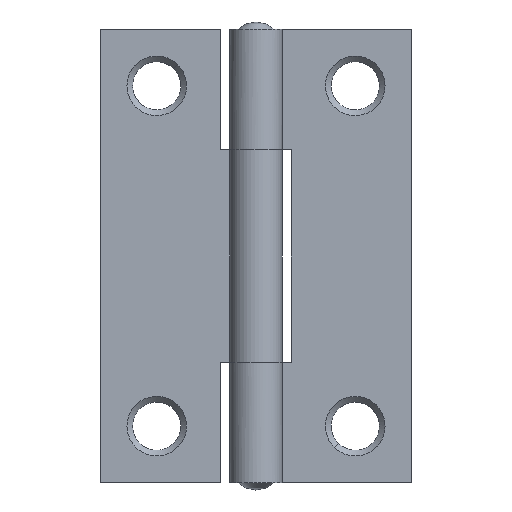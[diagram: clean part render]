
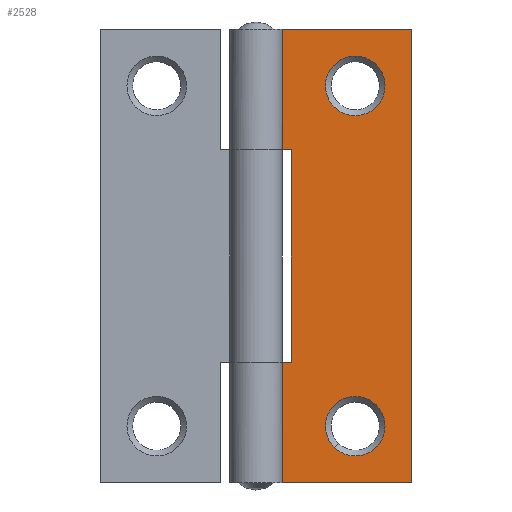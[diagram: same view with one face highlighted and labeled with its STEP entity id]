
A CAD part, front view. The second image highlights one B-rep face of the part: STEP entity #2528.
In plain terms, the highlighted free-form (B-spline) face has degree [1, 1] with [2, 2] control points.
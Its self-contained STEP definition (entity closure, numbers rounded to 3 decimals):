
#1571=CARTESIAN_POINT('',(8.472,1.05,29.498));
#1572=VERTEX_POINT('',#1571);
#1578=CARTESIAN_POINT('',(4.9,1.05,28.));
#1579=VERTEX_POINT('',#1578);
#1580=CARTESIAN_POINT('',(8.472,1.05,29.498));
#1581=CARTESIAN_POINT('',(7.859,1.05,30.1));
#1582=CARTESIAN_POINT('',(7.,1.05,30.1));
#1583=CARTESIAN_POINT('',(4.9,1.05,30.1));
#1584=CARTESIAN_POINT('',(4.9,1.05,28.));
#1592=(BOUNDED_CURVE()B_SPLINE_CURVE(2,(#1580,#1581,#1582,#1583,#1584),.UNSPECIFIED.,.F.,.U.)B_SPLINE_CURVE_WITH_KNOTS((3,2,3),(0.126,0.25,0.5),.UNSPECIFIED.)CURVE()GEOMETRIC_REPRESENTATION_ITEM()RATIONAL_B_SPLINE_CURVE((0.854,0.855,1.0,0.707,1.0))REPRESENTATION_ITEM(''));
#1593=EDGE_CURVE('',#1572,#1579,#1592,.T.);
#1595=CARTESIAN_POINT('',(5.528,1.05,26.502));
#1596=VERTEX_POINT('',#1595);
#1597=CARTESIAN_POINT('',(4.9,1.05,28.));
#1598=CARTESIAN_POINT('',(4.9,1.05,27.119));
#1599=CARTESIAN_POINT('',(5.528,1.05,26.502));
#1607=(BOUNDED_CURVE()B_SPLINE_CURVE(2,(#1597,#1598,#1599),.UNSPECIFIED.,.F.,.U.)B_SPLINE_CURVE_WITH_KNOTS((3,3),(0.5,0.626),.UNSPECIFIED.)CURVE()GEOMETRIC_REPRESENTATION_ITEM()RATIONAL_B_SPLINE_CURVE((1.0,0.852,0.854))REPRESENTATION_ITEM(''));
#1608=EDGE_CURVE('',#1579,#1596,#1607,.T.);
#1714=CARTESIAN_POINT('',(9.1,1.05,28.));
#1715=VERTEX_POINT('',#1714);
#1716=CARTESIAN_POINT('',(5.528,1.05,26.502));
#1717=CARTESIAN_POINT('',(6.141,1.05,25.9));
#1718=CARTESIAN_POINT('',(7.,1.05,25.9));
#1719=CARTESIAN_POINT('',(9.1,1.05,25.9));
#1720=CARTESIAN_POINT('',(9.1,1.05,28.));
#1728=(BOUNDED_CURVE()B_SPLINE_CURVE(2,(#1716,#1717,#1718,#1719,#1720),.UNSPECIFIED.,.F.,.U.)B_SPLINE_CURVE_WITH_KNOTS((3,2,3),(0.626,0.75,1.0),.UNSPECIFIED.)CURVE()GEOMETRIC_REPRESENTATION_ITEM()RATIONAL_B_SPLINE_CURVE((0.854,0.855,1.0,0.707,1.0))REPRESENTATION_ITEM(''));
#1729=EDGE_CURVE('',#1596,#1715,#1728,.T.);
#1731=CARTESIAN_POINT('',(9.1,1.05,28.));
#1732=CARTESIAN_POINT('',(9.1,1.05,28.881));
#1733=CARTESIAN_POINT('',(8.472,1.05,29.498));
#1741=(BOUNDED_CURVE()B_SPLINE_CURVE(2,(#1731,#1732,#1733),.UNSPECIFIED.,.F.,.U.)B_SPLINE_CURVE_WITH_KNOTS((3,3),(0.0,0.126),.UNSPECIFIED.)CURVE()GEOMETRIC_REPRESENTATION_ITEM()RATIONAL_B_SPLINE_CURVE((1.0,0.852,0.854))REPRESENTATION_ITEM(''));
#1742=EDGE_CURVE('',#1715,#1572,#1741,.T.);
#1907=CARTESIAN_POINT('',(8.472,1.05,5.498));
#1908=VERTEX_POINT('',#1907);
#1914=CARTESIAN_POINT('',(4.9,1.05,4.0));
#1915=VERTEX_POINT('',#1914);
#1916=CARTESIAN_POINT('',(8.472,1.05,5.498));
#1917=CARTESIAN_POINT('',(7.859,1.05,6.1));
#1918=CARTESIAN_POINT('',(7.,1.05,6.1));
#1919=CARTESIAN_POINT('',(4.9,1.05,6.1));
#1920=CARTESIAN_POINT('',(4.9,1.05,4.0));
#1928=(BOUNDED_CURVE()B_SPLINE_CURVE(2,(#1916,#1917,#1918,#1919,#1920),.UNSPECIFIED.,.F.,.U.)B_SPLINE_CURVE_WITH_KNOTS((3,2,3),(0.126,0.25,0.5),.UNSPECIFIED.)CURVE()GEOMETRIC_REPRESENTATION_ITEM()RATIONAL_B_SPLINE_CURVE((0.854,0.855,1.0,0.707,1.0))REPRESENTATION_ITEM(''));
#1929=EDGE_CURVE('',#1908,#1915,#1928,.T.);
#1931=CARTESIAN_POINT('',(5.528,1.05,2.502));
#1932=VERTEX_POINT('',#1931);
#1933=CARTESIAN_POINT('',(4.9,1.05,4.0));
#1934=CARTESIAN_POINT('',(4.9,1.05,3.119));
#1935=CARTESIAN_POINT('',(5.528,1.05,2.502));
#1943=(BOUNDED_CURVE()B_SPLINE_CURVE(2,(#1933,#1934,#1935),.UNSPECIFIED.,.F.,.U.)B_SPLINE_CURVE_WITH_KNOTS((3,3),(0.5,0.626),.UNSPECIFIED.)CURVE()GEOMETRIC_REPRESENTATION_ITEM()RATIONAL_B_SPLINE_CURVE((1.0,0.852,0.854))REPRESENTATION_ITEM(''));
#1944=EDGE_CURVE('',#1915,#1932,#1943,.T.);
#2050=CARTESIAN_POINT('',(9.1,1.05,4.0));
#2051=VERTEX_POINT('',#2050);
#2052=CARTESIAN_POINT('',(5.528,1.05,2.502));
#2053=CARTESIAN_POINT('',(6.141,1.05,1.9));
#2054=CARTESIAN_POINT('',(7.,1.05,1.9));
#2055=CARTESIAN_POINT('',(9.1,1.05,1.9));
#2056=CARTESIAN_POINT('',(9.1,1.05,4.0));
#2064=(BOUNDED_CURVE()B_SPLINE_CURVE(2,(#2052,#2053,#2054,#2055,#2056),.UNSPECIFIED.,.F.,.U.)B_SPLINE_CURVE_WITH_KNOTS((3,2,3),(0.626,0.75,1.0),.UNSPECIFIED.)CURVE()GEOMETRIC_REPRESENTATION_ITEM()RATIONAL_B_SPLINE_CURVE((0.854,0.855,1.0,0.707,1.0))REPRESENTATION_ITEM(''));
#2065=EDGE_CURVE('',#1932,#2051,#2064,.T.);
#2067=CARTESIAN_POINT('',(9.1,1.05,4.0));
#2068=CARTESIAN_POINT('',(9.1,1.05,4.881));
#2069=CARTESIAN_POINT('',(8.472,1.05,5.498));
#2077=(BOUNDED_CURVE()B_SPLINE_CURVE(2,(#2067,#2068,#2069),.UNSPECIFIED.,.F.,.U.)B_SPLINE_CURVE_WITH_KNOTS((3,3),(0.0,0.126),.UNSPECIFIED.)CURVE()GEOMETRIC_REPRESENTATION_ITEM()RATIONAL_B_SPLINE_CURVE((1.0,0.852,0.854))REPRESENTATION_ITEM(''));
#2078=EDGE_CURVE('',#2051,#1908,#2077,.T.);
#2302=CARTESIAN_POINT('',(0.004,1.05,23.5));
#2303=VERTEX_POINT('',#2302);
#2334=CARTESIAN_POINT('',(0.004,1.05,32.));
#2335=VERTEX_POINT('',#2334);
#2336=CARTESIAN_POINT('',(0.004,1.05,32.));
#2337=CARTESIAN_POINT('',(0.004,1.05,23.5));
#2338=QUASI_UNIFORM_CURVE('',1,(#2336,#2337),.UNSPECIFIED.,.F.,.U.);
#2339=EDGE_CURVE('',#2335,#2303,#2338,.T.);
#2397=CARTESIAN_POINT('',(0.004,1.05,8.5));
#2398=VERTEX_POINT('',#2397);
#2430=CARTESIAN_POINT('',(0.004,1.05,0.0));
#2431=VERTEX_POINT('',#2430);
#2461=CARTESIAN_POINT('',(0.004,1.05,8.5));
#2462=CARTESIAN_POINT('',(0.004,1.05,0.0));
#2463=QUASI_UNIFORM_CURVE('',1,(#2461,#2462),.UNSPECIFIED.,.F.,.U.);
#2464=EDGE_CURVE('',#2398,#2431,#2463,.T.);
#2469=CARTESIAN_POINT('',(-0.545,1.05,-1.598));
#2470=CARTESIAN_POINT('',(11.549,1.05,-1.598));
#2471=CARTESIAN_POINT('',(-0.545,1.05,33.598));
#2472=CARTESIAN_POINT('',(11.549,1.05,33.598));
#2473=B_SPLINE_SURFACE_WITH_KNOTS('',1,1,((#2469,#2471),(#2470,#2472)),.UNSPECIFIED.,.F.,.F.,.U.,(2,2),(2,2),(0.0,12.094),(0.0,35.197),.UNSPECIFIED.);
#2474=CARTESIAN_POINT('',(2.5,1.05,23.5));
#2475=VERTEX_POINT('',#2474);
#2476=CARTESIAN_POINT('',(2.5,1.05,8.5));
#2477=VERTEX_POINT('',#2476);
#2478=CARTESIAN_POINT('',(2.5,1.05,23.5));
#2479=CARTESIAN_POINT('',(2.5,1.05,8.5));
#2480=QUASI_UNIFORM_CURVE('',1,(#2478,#2479),.UNSPECIFIED.,.F.,.U.);
#2481=EDGE_CURVE('',#2475,#2477,#2480,.T.);
#2482=ORIENTED_EDGE('',*,*,#2481,.T.);
#2483=CARTESIAN_POINT('',(2.5,1.05,8.5));
#2484=CARTESIAN_POINT('',(0.004,1.05,8.5));
#2485=QUASI_UNIFORM_CURVE('',1,(#2483,#2484),.UNSPECIFIED.,.F.,.U.);
#2486=EDGE_CURVE('',#2477,#2398,#2485,.T.);
#2487=ORIENTED_EDGE('',*,*,#2486,.T.);
#2488=ORIENTED_EDGE('',*,*,#2464,.T.);
#2489=CARTESIAN_POINT('',(11.,1.05,0.0));
#2490=VERTEX_POINT('',#2489);
#2491=CARTESIAN_POINT('',(11.,1.05,0.0));
#2492=CARTESIAN_POINT('',(0.004,1.05,0.0));
#2493=QUASI_UNIFORM_CURVE('',1,(#2491,#2492),.UNSPECIFIED.,.F.,.U.);
#2494=EDGE_CURVE('',#2490,#2431,#2493,.T.);
#2495=ORIENTED_EDGE('',*,*,#2494,.F.);
#2496=CARTESIAN_POINT('',(11.,1.05,32.));
#2497=VERTEX_POINT('',#2496);
#2498=CARTESIAN_POINT('',(11.,1.05,32.));
#2499=CARTESIAN_POINT('',(11.,1.05,0.0));
#2500=QUASI_UNIFORM_CURVE('',1,(#2498,#2499),.UNSPECIFIED.,.F.,.U.);
#2501=EDGE_CURVE('',#2497,#2490,#2500,.T.);
#2502=ORIENTED_EDGE('',*,*,#2501,.F.);
#2503=CARTESIAN_POINT('',(11.,1.05,32.));
#2504=CARTESIAN_POINT('',(0.004,1.05,32.));
#2505=QUASI_UNIFORM_CURVE('',1,(#2503,#2504),.UNSPECIFIED.,.F.,.U.);
#2506=EDGE_CURVE('',#2497,#2335,#2505,.T.);
#2507=ORIENTED_EDGE('',*,*,#2506,.T.);
#2508=ORIENTED_EDGE('',*,*,#2339,.T.);
#2509=CARTESIAN_POINT('',(0.004,1.05,23.5));
#2510=CARTESIAN_POINT('',(2.5,1.05,23.5));
#2511=QUASI_UNIFORM_CURVE('',1,(#2509,#2510),.UNSPECIFIED.,.F.,.U.);
#2512=EDGE_CURVE('',#2303,#2475,#2511,.T.);
#2513=ORIENTED_EDGE('',*,*,#2512,.T.);
#2514=EDGE_LOOP('',(#2482,#2487,#2488,#2495,#2502,#2507,#2508,#2513));
#2515=FACE_OUTER_BOUND('',#2514,.T.);
#2516=ORIENTED_EDGE('',*,*,#1944,.F.);
#2517=ORIENTED_EDGE('',*,*,#1929,.F.);
#2518=ORIENTED_EDGE('',*,*,#2078,.F.);
#2519=ORIENTED_EDGE('',*,*,#2065,.F.);
#2520=EDGE_LOOP('',(#2516,#2517,#2518,#2519));
#2521=FACE_BOUND('',#2520,.T.);
#2522=ORIENTED_EDGE('',*,*,#1608,.F.);
#2523=ORIENTED_EDGE('',*,*,#1593,.F.);
#2524=ORIENTED_EDGE('',*,*,#1742,.F.);
#2525=ORIENTED_EDGE('',*,*,#1729,.F.);
#2526=EDGE_LOOP('',(#2522,#2523,#2524,#2525));
#2527=FACE_BOUND('',#2526,.T.);
#2528=ADVANCED_FACE('',(#2515,#2521,#2527),#2473,.T.);
